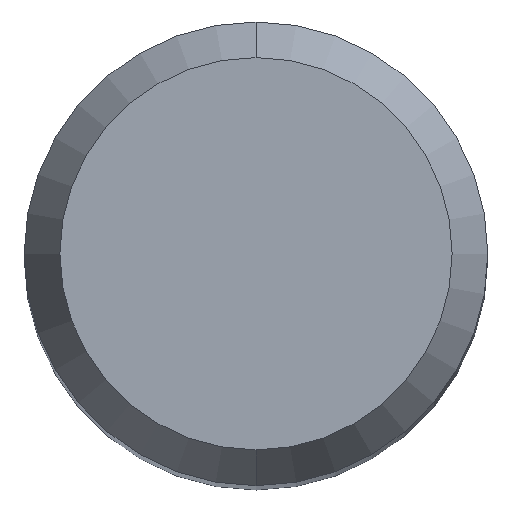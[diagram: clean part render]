
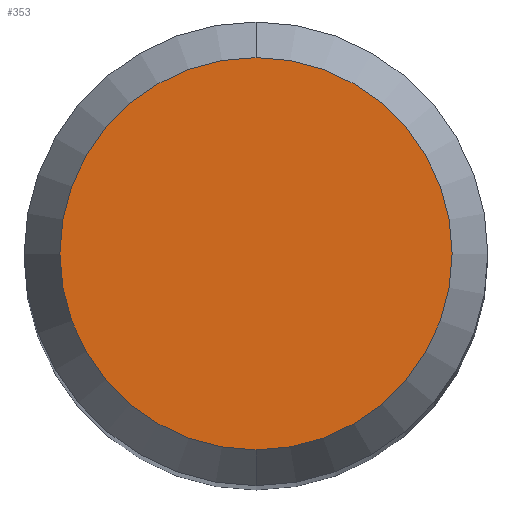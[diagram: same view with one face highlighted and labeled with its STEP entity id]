
A CAD part, top view. The second image highlights one B-rep face of the part: STEP entity #353.
In plain terms, the highlighted planar face has unit normal (0, 0, 1).
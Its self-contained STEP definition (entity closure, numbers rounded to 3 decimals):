
#197=EDGE_CURVE('',#215,#267,#491,.T.);
#215=VERTEX_POINT('',#510);
#263=EDGE_CURVE('',#267,#215,#564,.T.);
#267=VERTEX_POINT('',#568);
#353=ADVANCED_FACE('',(#664),#665,.T.);
#491=CIRCLE('',#814,2.538);
#510=CARTESIAN_POINT('',(0.,-2.538,0.0));
#564=CIRCLE('',#969,2.538);
#568=CARTESIAN_POINT('',(0.0,2.538,0.0));
#664=FACE_OUTER_BOUND('',#1212,.T.);
#665=PLANE('',#1213);
#814=AXIS2_PLACEMENT_3D('',#1416,#1417,#1418);
#969=AXIS2_PLACEMENT_3D('',#1509,#1510,#1511);
#1212=EDGE_LOOP('',(#1612,#1613));
#1213=AXIS2_PLACEMENT_3D('',#1614,#1615,#1616);
#1416=CARTESIAN_POINT('',(0.0,0.0,0.0));
#1417=DIRECTION('',(0.0,0.0,-1.0));
#1418=DIRECTION('',(0.0,1.0,0.0));
#1509=CARTESIAN_POINT('',(0.0,0.0,0.0));
#1510=DIRECTION('',(0.0,0.0,-1.0));
#1511=DIRECTION('',(0.0,1.0,0.0));
#1612=ORIENTED_EDGE('',*,*,#263,.F.);
#1613=ORIENTED_EDGE('',*,*,#197,.F.);
#1614=CARTESIAN_POINT('',(0.0,1.269,0.0));
#1615=DIRECTION('',(-0.0,0.0,1.0));
#1616=DIRECTION('',(0.0,-1.0,0.0));
